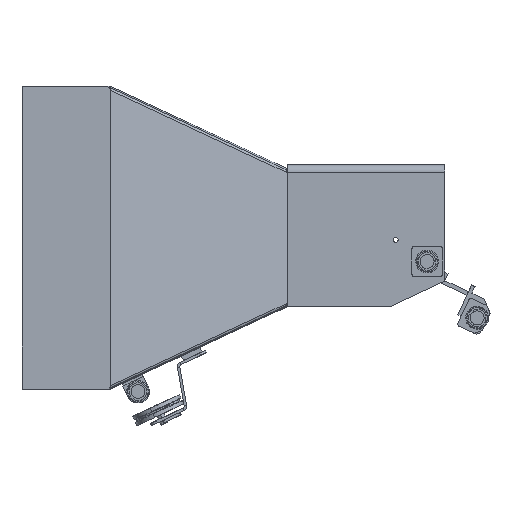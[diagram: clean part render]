
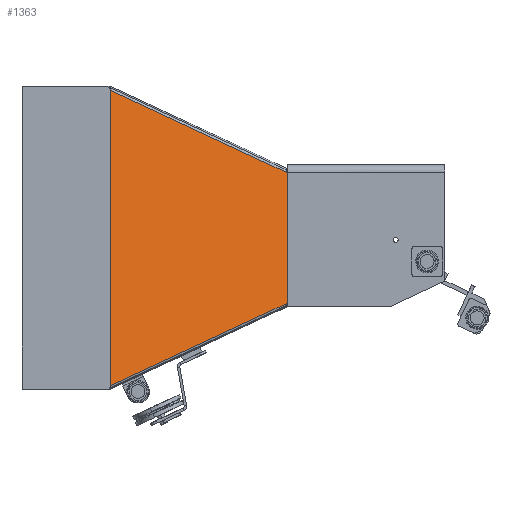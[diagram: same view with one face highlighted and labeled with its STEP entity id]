
A CAD part, left-side view. The second image highlights one B-rep face of the part: STEP entity #1363.
In plain terms, the highlighted free-form (B-spline) face has degree [1, 1] with [2, 2] control points.
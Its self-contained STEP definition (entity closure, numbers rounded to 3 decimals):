
#1363 = ADVANCED_FACE('',(#1364),#1394,.F.);
#1364 = FACE_BOUND('',#1365,.T.);
#1365 = EDGE_LOOP('',(#1366,#1375,#1382,#1389));
#1366 = ORIENTED_EDGE('',*,*,#1367,.F.);
#1367 = EDGE_CURVE('',#1368,#1370,#1372,.T.);
#1368 = VERTEX_POINT('',#1369);
#1369 = CARTESIAN_POINT('',(-370.016,-473.365,
    347.952));
#1370 = VERTEX_POINT('',#1371);
#1371 = CARTESIAN_POINT('',(-370.016,-473.365,
    -351.629));
#1372 = B_SPLINE_CURVE_WITH_KNOTS('',1,(#1373,#1374),.UNSPECIFIED.,.F.,
  .F.,(2,2),(-530.856,-13.595),.PIECEWISE_BEZIER_KNOTS.);
#1373 = CARTESIAN_POINT('',(-370.016,-473.365,
    347.952));
#1374 = CARTESIAN_POINT('',(-370.016,-473.365,
    -351.629));
#1375 = ORIENTED_EDGE('',*,*,#1376,.T.);
#1376 = EDGE_CURVE('',#1368,#1377,#1379,.T.);
#1377 = VERTEX_POINT('',#1378);
#1378 = CARTESIAN_POINT('',(-811.483,473.365,
    789.42));
#1379 = B_SPLINE_CURVE_WITH_KNOTS('',1,(#1380,#1381),.UNSPECIFIED.,.F.,
  .F.,(2,2),(-85.534,752.973),.PIECEWISE_BEZIER_KNOTS.);
#1380 = CARTESIAN_POINT('',(-370.016,-473.365,
    347.952));
#1381 = CARTESIAN_POINT('',(-811.483,473.365,
    789.42));
#1382 = ORIENTED_EDGE('',*,*,#1383,.F.);
#1383 = EDGE_CURVE('',#1384,#1377,#1386,.T.);
#1384 = VERTEX_POINT('',#1385);
#1385 = CARTESIAN_POINT('',(-811.483,473.365,
    -793.097));
#1386 = B_SPLINE_CURVE_WITH_KNOTS('',1,(#1387,#1388),.UNSPECIFIED.,.F.,
  .F.,(2,2),(13.595,1183.686),
  .PIECEWISE_BEZIER_KNOTS.);
#1387 = CARTESIAN_POINT('',(-811.483,473.365,
    -793.097));
#1388 = CARTESIAN_POINT('',(-811.483,473.365,
    789.42));
#1389 = ORIENTED_EDGE('',*,*,#1390,.T.);
#1390 = EDGE_CURVE('',#1384,#1370,#1391,.T.);
#1391 = B_SPLINE_CURVE_WITH_KNOTS('',1,(#1392,#1393),.UNSPECIFIED.,.F.,
  .F.,(2,2),(-754.032,84.475),.PIECEWISE_BEZIER_KNOTS.);
#1392 = CARTESIAN_POINT('',(-811.483,473.365,
    -793.097));
#1393 = CARTESIAN_POINT('',(-370.016,-473.365,
    -351.629));
#1394 = B_SPLINE_SURFACE_WITH_KNOTS('',1,1,(
    (#1395,#1396)
    ,(#1397,#1398
    )),.UNSPECIFIED.,.F.,.F.,.F.,(2,2),(2,2),(-201.586,
    570.779),(-586.405,583.686),
  .PIECEWISE_BEZIER_KNOTS.);
#1395 = CARTESIAN_POINT('',(-370.016,-473.365,
    -793.097));
#1396 = CARTESIAN_POINT('',(-370.016,-473.365,
    789.42));
#1397 = CARTESIAN_POINT('',(-811.483,473.365,
    -793.097));
#1398 = CARTESIAN_POINT('',(-811.483,473.365,
    789.42));
